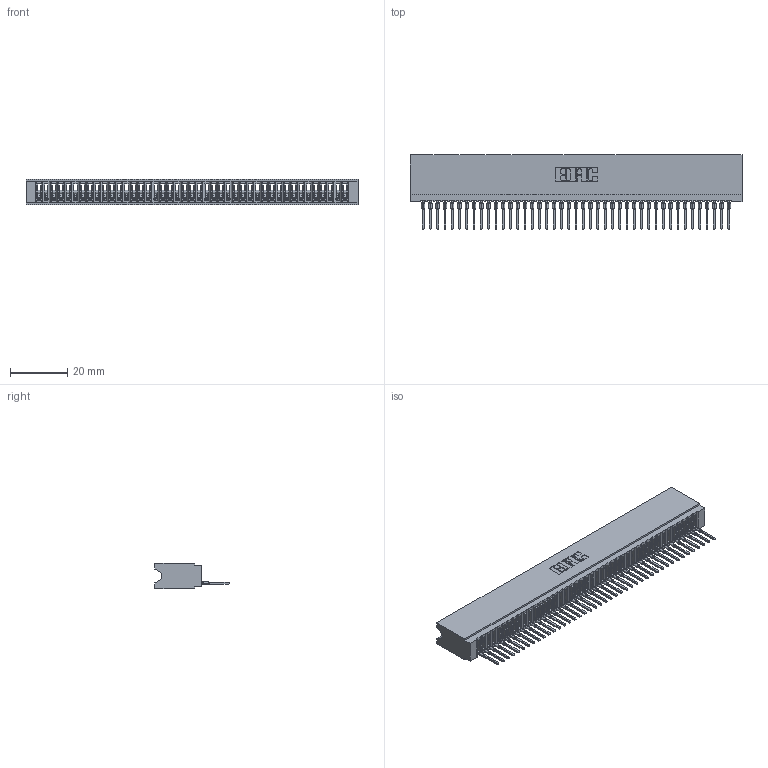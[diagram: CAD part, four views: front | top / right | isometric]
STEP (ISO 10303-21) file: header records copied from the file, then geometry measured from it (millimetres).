
FILE_DESCRIPTION (( 'STEP AP203' ), '1' );
FILE_NAME ('745-043-522-106.STEP', '2026-02-25T20:45:17', ( '' ), ( '' ), 'SwSTEP 2.0', 'SolidWorks 2023', '' );
FILE_SCHEMA (( 'CONFIG_CONTROL_DESIGN' ));
Length unit declared in the file: millimetre
Products named in the file (3): 745-043-522-106; 745-292-001_522; 745 Part_Insulator Option - 06
Assembly tree (44 placements, depth 2):
  745-043-522-106
    745 Part_Insulator Option - 06
    745-292-001_522  x43
Bounding box: 115.82 x 25.92 x 8.89 mm (x, y, z)
Volume: 10026.5 mm3; surface area: 18836.3 mm2
Topology: 44 solids, 44 shells, 4912 faces, 13504 edges, 8514 vertices
Faces by surface type: plane 2937, bspline 860, cylinder 857, torus 258
Entity records: 70899 total; most frequent: CARTESIAN_POINT 12995, ORIENTED_EDGE 12476, DIRECTION 10812, EDGE_CURVE 6238, VECTOR 5798, LINE 5798, VERTEX_POINT 3978, AXIS2_PLACEMENT_3D 2507
